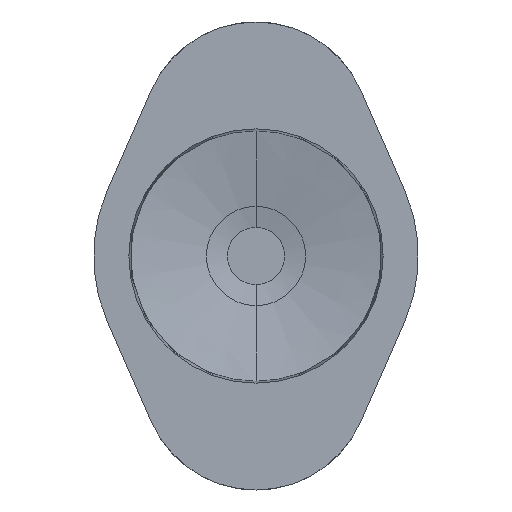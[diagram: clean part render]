
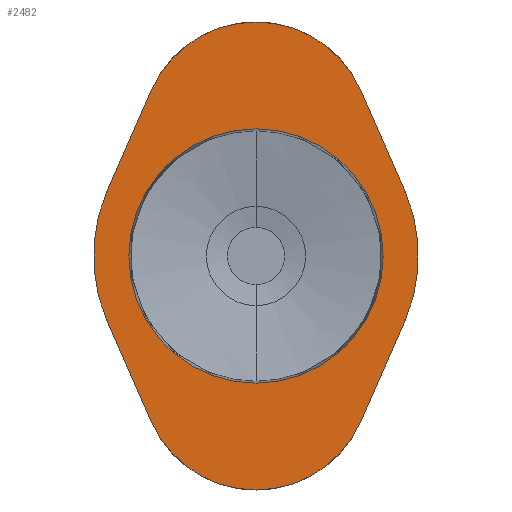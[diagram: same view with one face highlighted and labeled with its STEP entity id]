
A CAD part, left-side view. The second image highlights one B-rep face of the part: STEP entity #2482.
In plain terms, the highlighted planar face has unit normal (-1, 0, 0).
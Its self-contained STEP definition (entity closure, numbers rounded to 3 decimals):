
#33 = EDGE_LOOP ( 'NONE', ( #4448, #389, #4067, #1002, #4061, #3477, #5035, #3311, #3454 ) ) ;
#111 = CARTESIAN_POINT ( 'NONE',  ( 0., 0., 0. ) ) ;
#186 = CARTESIAN_POINT ( 'NONE',  ( 0., 8.242, 13.014 ) ) ;
#198 = EDGE_CURVE ( 'NONE', #2824, #1710, #2127, .T. ) ;
#244 = EDGE_CURVE ( 'NONE', #4642, #6142, #4704, .T. ) ;
#324 = AXIS2_PLACEMENT_3D ( 'NONE', #111, #3409, #3347 ) ;
#386 = VERTEX_POINT ( 'NONE', #1666 ) ;
#389 = ORIENTED_EDGE ( 'NONE', *, *, #5557, .T. ) ;
#395 = DIRECTION ( 'NONE',  ( -1., 0., 0. ) ) ;
#428 = FACE_OUTER_BOUND ( 'NONE', #33, .T. ) ;
#536 = CARTESIAN_POINT ( 'NONE',  ( 0., -8.242, 13.014 ) ) ;
#643 = EDGE_CURVE ( 'NONE', #6142, #386, #3573, .T. ) ;
#708 = AXIS2_PLACEMENT_3D ( 'NONE', #1452, #4679, #908 ) ;
#804 = VECTOR ( 'NONE', #5324, 1000. ) ;
#805 = CARTESIAN_POINT ( 'NONE',  ( 0., 0., -9.4 ) ) ;
#808 = LINE ( 'NONE', #2919, #804 ) ;
#874 = DIRECTION ( 'NONE',  ( 0., 0., -1. ) ) ;
#908 = DIRECTION ( 'NONE',  ( 0., 0., 1. ) ) ;
#912 = LINE ( 'NONE', #1137, #3162 ) ;
#919 = VERTEX_POINT ( 'NONE', #2963 ) ;
#1002 = ORIENTED_EDGE ( 'NONE', *, *, #244, .T. ) ;
#1137 = CARTESIAN_POINT ( 'NONE',  ( 0., 11.7, 5.13 ) ) ;
#1155 = EDGE_CURVE ( 'NONE', #4050, #4642, #4686, .T. ) ;
#1452 = CARTESIAN_POINT ( 'NONE',  ( 0., 0., 0. ) ) ;
#1490 = EDGE_CURVE ( 'NONE', #1710, #2824, #2543, .T. ) ;
#1506 = ORIENTED_EDGE ( 'NONE', *, *, #1490, .F. ) ;
#1547 = AXIS2_PLACEMENT_3D ( 'NONE', #805, #3145, #4499 ) ;
#1666 = CARTESIAN_POINT ( 'NONE',  ( 0., 0., 18.4 ) ) ;
#1686 = AXIS2_PLACEMENT_3D ( 'NONE', #2167, #3495, #3069 ) ;
#1710 = VERTEX_POINT ( 'NONE', #2813 ) ;
#1752 = CARTESIAN_POINT ( 'NONE',  ( 0., 8.242, -13.014 ) ) ;
#1832 = CARTESIAN_POINT ( 'NONE',  ( 0., 0., 9.4 ) ) ;
#2095 = VERTEX_POINT ( 'NONE', #4352 ) ;
#2127 = CIRCLE ( 'NONE', #324, 10. ) ;
#2167 = CARTESIAN_POINT ( 'NONE',  ( 0., 0., 9.4 ) ) ;
#2237 = DIRECTION ( 'NONE',  ( 1., 0., 0. ) ) ;
#2246 = DIRECTION ( 'NONE',  ( 0., 0., 1. ) ) ;
#2304 = CARTESIAN_POINT ( 'NONE',  ( 0., 11., 0. ) ) ;
#2356 = LINE ( 'NONE', #2775, #3378 ) ;
#2482 = ADVANCED_FACE ( 'NONE', ( #3360, #428 ), #3614, .F. ) ;
#2543 = CIRCLE ( 'NONE', #4071, 10. ) ;
#2775 = CARTESIAN_POINT ( 'NONE',  ( 0., -11.7, -5.13 ) ) ;
#2801 = VERTEX_POINT ( 'NONE', #186 ) ;
#2802 = CARTESIAN_POINT ( 'NONE',  ( 0., -11.7, 5.13 ) ) ;
#2813 = CARTESIAN_POINT ( 'NONE',  ( 0., 0., -10. ) ) ;
#2824 = VERTEX_POINT ( 'NONE', #5102 ) ;
#2919 = CARTESIAN_POINT ( 'NONE',  ( 0., 8.242, -13.014 ) ) ;
#2963 = CARTESIAN_POINT ( 'NONE',  ( 0., -8.242, -13.014 ) ) ;
#3069 = DIRECTION ( 'NONE',  ( 0., 0., 1. ) ) ;
#3118 = EDGE_CURVE ( 'NONE', #2095, #3736, #808, .T. ) ;
#3145 = DIRECTION ( 'NONE',  ( -1., 0., 0. ) ) ;
#3162 = VECTOR ( 'NONE', #5316, 1000. ) ;
#3233 = DIRECTION ( 'NONE',  ( 0., 0., 1. ) ) ;
#3311 = ORIENTED_EDGE ( 'NONE', *, *, #4685, .T. ) ;
#3347 = DIRECTION ( 'NONE',  ( 0., 0., 1. ) ) ;
#3360 = FACE_BOUND ( 'NONE', #5256, .T. ) ;
#3378 = VECTOR ( 'NONE', #4154, 1000. ) ;
#3409 = DIRECTION ( 'NONE',  ( -1., 0., 0. ) ) ;
#3431 = VECTOR ( 'NONE', #4787, 1000. ) ;
#3454 = ORIENTED_EDGE ( 'NONE', *, *, #3118, .T. ) ;
#3477 = ORIENTED_EDGE ( 'NONE', *, *, #3829, .T. ) ;
#3495 = DIRECTION ( 'NONE',  ( -1., 0., 0. ) ) ;
#3496 = CIRCLE ( 'NONE', #3562, 9. ) ;
#3562 = AXIS2_PLACEMENT_3D ( 'NONE', #1832, #5086, #2246 ) ;
#3573 = CIRCLE ( 'NONE', #1686, 9. ) ;
#3581 = DIRECTION ( 'NONE',  ( 0., 0., 1. ) ) ;
#3614 = PLANE ( 'NONE',  #4339 ) ;
#3736 = VERTEX_POINT ( 'NONE', #1752 ) ;
#3828 = CIRCLE ( 'NONE', #1547, 9. ) ;
#3829 = EDGE_CURVE ( 'NONE', #386, #2801, #3496, .T. ) ;
#3972 = CIRCLE ( 'NONE', #5011, 12.775 ) ;
#3974 = ORIENTED_EDGE ( 'NONE', *, *, #198, .F. ) ;
#4050 = VERTEX_POINT ( 'NONE', #6099 ) ;
#4061 = ORIENTED_EDGE ( 'NONE', *, *, #643, .T. ) ;
#4067 = ORIENTED_EDGE ( 'NONE', *, *, #1155, .T. ) ;
#4071 = AXIS2_PLACEMENT_3D ( 'NONE', #5517, #5478, #3581 ) ;
#4111 = CARTESIAN_POINT ( 'NONE',  ( 0., 0., 0. ) ) ;
#4154 = DIRECTION ( 'NONE',  ( 0., -0.402, 0.916 ) ) ;
#4339 = AXIS2_PLACEMENT_3D ( 'NONE', #2304, #2237, #874 ) ;
#4352 = CARTESIAN_POINT ( 'NONE',  ( 0., 11.7, -5.13 ) ) ;
#4367 = CARTESIAN_POINT ( 'NONE',  ( 0., -8.242, 13.014 ) ) ;
#4432 = CARTESIAN_POINT ( 'NONE',  ( 0., 11.7, 5.13 ) ) ;
#4448 = ORIENTED_EDGE ( 'NONE', *, *, #4587, .T. ) ;
#4499 = DIRECTION ( 'NONE',  ( 0., 0., 1. ) ) ;
#4587 = EDGE_CURVE ( 'NONE', #3736, #919, #3828, .T. ) ;
#4642 = VERTEX_POINT ( 'NONE', #2802 ) ;
#4679 = DIRECTION ( 'NONE',  ( -1., 0., 0. ) ) ;
#4685 = EDGE_CURVE ( 'NONE', #5007, #2095, #3972, .T. ) ;
#4686 = CIRCLE ( 'NONE', #708, 12.775 ) ;
#4704 = LINE ( 'NONE', #4367, #3431 ) ;
#4787 = DIRECTION ( 'NONE',  ( 0., 0.402, 0.916 ) ) ;
#4909 = EDGE_CURVE ( 'NONE', #2801, #5007, #912, .T. ) ;
#5007 = VERTEX_POINT ( 'NONE', #4432 ) ;
#5011 = AXIS2_PLACEMENT_3D ( 'NONE', #4111, #395, #3233 ) ;
#5035 = ORIENTED_EDGE ( 'NONE', *, *, #4909, .T. ) ;
#5086 = DIRECTION ( 'NONE',  ( -1., 0., 0. ) ) ;
#5102 = CARTESIAN_POINT ( 'NONE',  ( 0., 0., 10. ) ) ;
#5256 = EDGE_LOOP ( 'NONE', ( #3974, #1506 ) ) ;
#5316 = DIRECTION ( 'NONE',  ( 0., 0.402, -0.916 ) ) ;
#5324 = DIRECTION ( 'NONE',  ( 0., -0.402, -0.916 ) ) ;
#5478 = DIRECTION ( 'NONE',  ( -1., 0., 0. ) ) ;
#5517 = CARTESIAN_POINT ( 'NONE',  ( 0., 0., 0. ) ) ;
#5557 = EDGE_CURVE ( 'NONE', #919, #4050, #2356, .T. ) ;
#6099 = CARTESIAN_POINT ( 'NONE',  ( 0., -11.7, -5.13 ) ) ;
#6142 = VERTEX_POINT ( 'NONE', #536 ) ;
